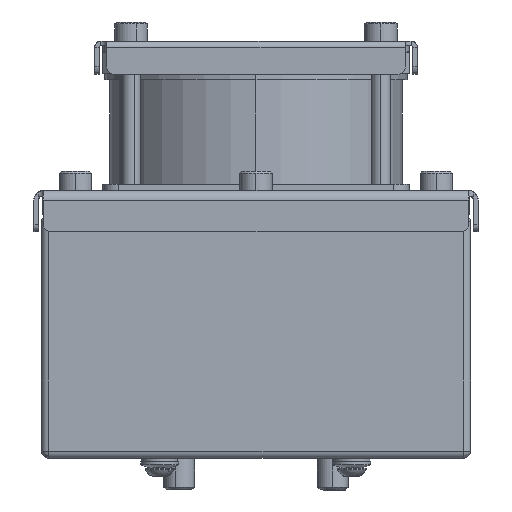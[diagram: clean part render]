
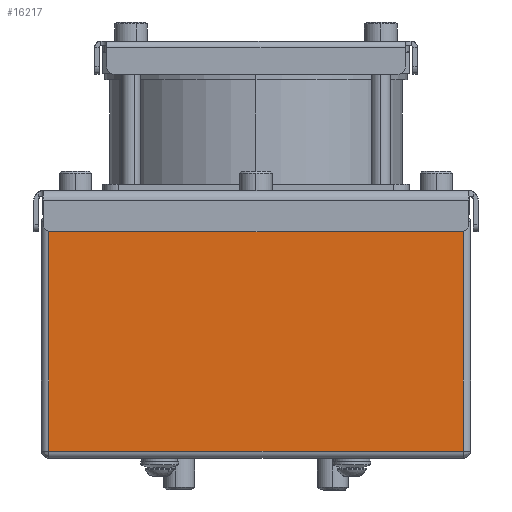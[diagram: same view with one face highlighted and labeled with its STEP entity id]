
A CAD part, left-side view. The second image highlights one B-rep face of the part: STEP entity #16217.
In plain terms, the highlighted planar face has unit normal (-1, 0, 0).
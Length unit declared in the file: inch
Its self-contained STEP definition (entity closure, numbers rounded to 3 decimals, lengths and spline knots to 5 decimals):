
#1077 = LINE ( 'NONE', #6216, #16512 ) ;
#1206 = DIRECTION ( 'NONE',  ( 0., 1., 0. ) ) ;
#1293 = CARTESIAN_POINT ( 'NONE',  ( -2.16, -2.125, -1.364 ) ) ;
#1306 = DIRECTION ( 'NONE',  ( 0., 1., 0. ) ) ;
#2598 = VECTOR ( 'NONE', #1306, 39.37008 ) ;
#3238 = EDGE_CURVE ( 'NONE', #5399, #3469, #18489, .T. ) ;
#3422 = EDGE_CURVE ( 'NONE', #3469, #10687, #14621, .T. ) ;
#3469 = VERTEX_POINT ( 'NONE', #5645 ) ;
#3521 = LINE ( 'NONE', #15824, #2598 ) ;
#3983 = VECTOR ( 'NONE', #13438, 39.37008 ) ;
#5399 = VERTEX_POINT ( 'NONE', #15639 ) ;
#5645 = CARTESIAN_POINT ( 'NONE',  ( -2.16, 2.125, -1.364 ) ) ;
#5687 = ORIENTED_EDGE ( 'NONE', *, *, #3238, .F. ) ;
#5793 = CARTESIAN_POINT ( 'NONE',  ( -2.16, 0., -2.539 ) ) ;
#6216 = CARTESIAN_POINT ( 'NONE',  ( -2.16, -2.125, -2.539 ) ) ;
#7207 = AXIS2_PLACEMENT_3D ( 'NONE', #5793, #17315, #1206 ) ;
#7601 = DIRECTION ( 'NONE',  ( 0., 0., -1. ) ) ;
#8314 = ORIENTED_EDGE ( 'NONE', *, *, #11841, .F. ) ;
#10155 = ORIENTED_EDGE ( 'NONE', *, *, #14485, .F. ) ;
#10510 = CARTESIAN_POINT ( 'NONE',  ( -2.16, 2.125, -2.539 ) ) ;
#10687 = VERTEX_POINT ( 'NONE', #1293 ) ;
#10782 = VECTOR ( 'NONE', #15822, 39.37008 ) ;
#10905 = EDGE_LOOP ( 'NONE', ( #5687, #8314, #10155, #12128 ) ) ;
#11495 = FACE_OUTER_BOUND ( 'NONE', #10905, .T. ) ;
#11841 = EDGE_CURVE ( 'NONE', #15441, #5399, #3521, .T. ) ;
#12128 = ORIENTED_EDGE ( 'NONE', *, *, #3422, .F. ) ;
#13438 = DIRECTION ( 'NONE',  ( 0., 0., 1. ) ) ;
#14485 = EDGE_CURVE ( 'NONE', #10687, #15441, #1077, .T. ) ;
#14621 = LINE ( 'NONE', #18689, #10782 ) ;
#15441 = VERTEX_POINT ( 'NONE', #18291 ) ;
#15639 = CARTESIAN_POINT ( 'NONE',  ( -2.16, 2.125, -3.714 ) ) ;
#15822 = DIRECTION ( 'NONE',  ( 0., -1., 0. ) ) ;
#15824 = CARTESIAN_POINT ( 'NONE',  ( -2.16, 0., -3.714 ) ) ;
#16217 = ADVANCED_FACE ( 'NONE', ( #11495 ), #18598, .F. ) ;
#16512 = VECTOR ( 'NONE', #7601, 39.37008 ) ;
#17315 = DIRECTION ( 'NONE',  ( 1., 0., 0. ) ) ;
#18291 = CARTESIAN_POINT ( 'NONE',  ( -2.16, -2.125, -3.714 ) ) ;
#18489 = LINE ( 'NONE', #10510, #3983 ) ;
#18598 = PLANE ( 'NONE',  #7207 ) ;
#18689 = CARTESIAN_POINT ( 'NONE',  ( -2.16, 0., -1.364 ) ) ;
